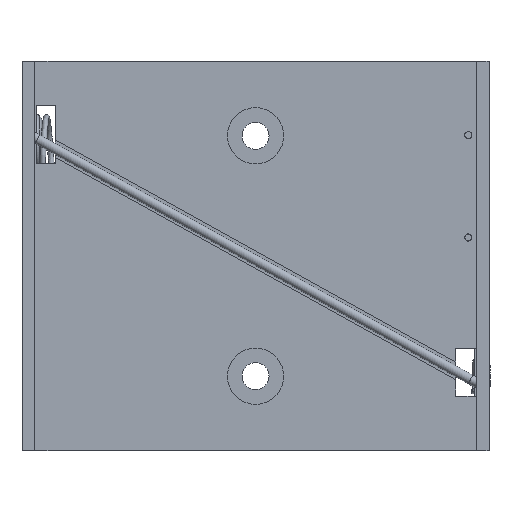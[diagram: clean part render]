
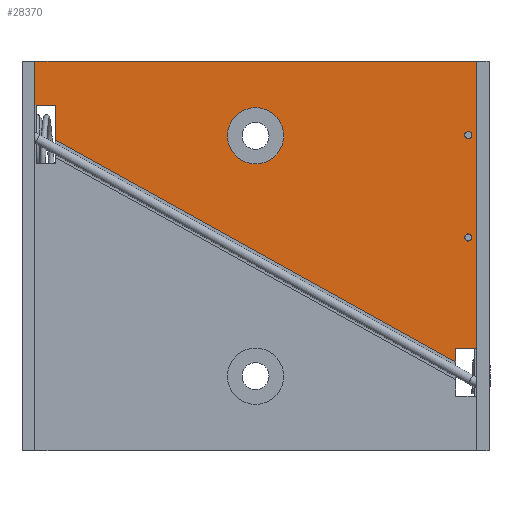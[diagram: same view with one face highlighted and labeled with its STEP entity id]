
A CAD part, front view. The second image highlights one B-rep face of the part: STEP entity #28370.
In plain terms, the highlighted planar face has unit normal (0, -1, 0).
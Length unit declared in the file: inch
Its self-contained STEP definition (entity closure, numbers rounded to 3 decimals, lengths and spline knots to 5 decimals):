
#93 = VERTEX_POINT ( 'NONE', #26902 ) ;
#327 = CARTESIAN_POINT ( 'NONE',  ( 0.9054, -0.23816, 0.64117 ) ) ;
#1182 = VERTEX_POINT ( 'NONE', #327 ) ;
#1504 = EDGE_CURVE ( 'NONE', #7138, #93, #19467, .T. ) ;
#2079 = DIRECTION ( 'NONE',  ( 0., 0., -1. ) ) ;
#2183 = LINE ( 'NONE', #31359, #9262 ) ;
#2259 = DIRECTION ( 'NONE',  ( 0., 0., 1. ) ) ;
#2349 = VECTOR ( 'NONE', #22845, 39.37008 ) ;
#2512 = CIRCLE ( 'NONE', #11225, 0.0175 ) ;
#2680 = FACE_OUTER_BOUND ( 'NONE', #21664, .T. ) ;
#2798 = AXIS2_PLACEMENT_3D ( 'NONE', #26179, #8124, #29170 ) ;
#3026 = LINE ( 'NONE', #26810, #26178 ) ;
#3914 = ORIENTED_EDGE ( 'NONE', *, *, #36540, .F. ) ;
#4340 = ORIENTED_EDGE ( 'NONE', *, *, #29473, .T. ) ;
#4808 = VERTEX_POINT ( 'NONE', #29949 ) ;
#5321 = EDGE_LOOP ( 'NONE', ( #38761 ) ) ;
#5423 = EDGE_LOOP ( 'NONE', ( #3914 ) ) ;
#5819 = CIRCLE ( 'NONE', #27377, 0.1375 ) ;
#6206 = LINE ( 'NONE', #14664, #22311 ) ;
#6453 = ORIENTED_EDGE ( 'NONE', *, *, #10639, .F. ) ;
#6527 = FACE_BOUND ( 'NONE', #22798, .T. ) ;
#7138 = VERTEX_POINT ( 'NONE', #14795 ) ;
#7283 = CARTESIAN_POINT ( 'NONE',  ( -1.2121, -0.23816, 0.98367 ) ) ;
#7323 = EDGE_CURVE ( 'NONE', #13006, #32363, #2183, .T. ) ;
#8002 = PLANE ( 'NONE',  #2798 ) ;
#8124 = DIRECTION ( 'NONE',  ( 0., 1., 0. ) ) ;
#8480 = ORIENTED_EDGE ( 'NONE', *, *, #36843, .F. ) ;
#9262 = VECTOR ( 'NONE', #19644, 39.37008 ) ;
#9369 = LINE ( 'NONE', #9494, #24505 ) ;
#9494 = CARTESIAN_POINT ( 'NONE',  ( 0.9439, -0.23816, 0.98367 ) ) ;
#9625 = DIRECTION ( 'NONE',  ( 0., 0., 1. ) ) ;
#10639 = EDGE_CURVE ( 'NONE', #31507, #7138, #26437, .T. ) ;
#11225 = AXIS2_PLACEMENT_3D ( 'NONE', #38263, #20381, #2259 ) ;
#11789 = CARTESIAN_POINT ( 'NONE',  ( 0.9054, -0.23816, 0.62367 ) ) ;
#12009 = CARTESIAN_POINT ( 'NONE',  ( -0.1341, -0.23816, 0.62067 ) ) ;
#12483 = VERTEX_POINT ( 'NONE', #15646 ) ;
#13006 = VERTEX_POINT ( 'NONE', #31544 ) ;
#13466 = CARTESIAN_POINT ( 'NONE',  ( 0.9439, -0.23816, -0.41733 ) ) ;
#14062 = CARTESIAN_POINT ( 'NONE',  ( 0.8439, -0.23816, -0.41733 ) ) ;
#14664 = CARTESIAN_POINT ( 'NONE',  ( -1.2121, -0.23816, 0.98367 ) ) ;
#14795 = CARTESIAN_POINT ( 'NONE',  ( -1.1121, -0.23816, 0.60044 ) ) ;
#14871 = DIRECTION ( 'NONE',  ( 0., 0., 1. ) ) ;
#15103 = DIRECTION ( 'NONE',  ( 0., 0., 1. ) ) ;
#15646 = CARTESIAN_POINT ( 'NONE',  ( -0.1341, -0.23816, 0.75817 ) ) ;
#16208 = LINE ( 'NONE', #13466, #23266 ) ;
#16611 = ORIENTED_EDGE ( 'NONE', *, *, #23818, .F. ) ;
#16795 = DIRECTION ( 'NONE',  ( -1., 0., 0. ) ) ;
#17628 = DIRECTION ( 'NONE',  ( 0., 0., -1. ) ) ;
#19016 = VERTEX_POINT ( 'NONE', #14062 ) ;
#19467 = LINE ( 'NONE', #21514, #26479 ) ;
#19644 = DIRECTION ( 'NONE',  ( -1., 0., 0. ) ) ;
#19819 = CARTESIAN_POINT ( 'NONE',  ( -1.1121, -0.23816, 0.60044 ) ) ;
#20381 = DIRECTION ( 'NONE',  ( 0., 1., 0. ) ) ;
#20549 = VERTEX_POINT ( 'NONE', #33571 ) ;
#20564 = ORIENTED_EDGE ( 'NONE', *, *, #35195, .T. ) ;
#21514 = CARTESIAN_POINT ( 'NONE',  ( -1.1121, -0.23816, 0.77067 ) ) ;
#21664 = EDGE_LOOP ( 'NONE', ( #28310, #6453, #16611, #8480, #20564, #32489, #30514, #27622 ) ) ;
#21685 = FACE_BOUND ( 'NONE', #5321, .T. ) ;
#22311 = VECTOR ( 'NONE', #2079, 39.37008 ) ;
#22525 = EDGE_CURVE ( 'NONE', #32363, #36449, #6206, .T. ) ;
#22798 = EDGE_LOOP ( 'NONE', ( #4340 ) ) ;
#22845 = DIRECTION ( 'NONE',  ( -0.874, 0., 0.485 ) ) ;
#23266 = VECTOR ( 'NONE', #16795, 39.37008 ) ;
#23818 = EDGE_CURVE ( 'NONE', #19016, #31507, #28172, .T. ) ;
#24505 = VECTOR ( 'NONE', #9625, 39.37008 ) ;
#26178 = VECTOR ( 'NONE', #38781, 39.37008 ) ;
#26179 = CARTESIAN_POINT ( 'NONE',  ( 0.9439, -0.23816, 0.98367 ) ) ;
#26274 = CARTESIAN_POINT ( 'NONE',  ( -1.2121, -0.23816, 0.77067 ) ) ;
#26437 = LINE ( 'NONE', #19819, #2349 ) ;
#26479 = VECTOR ( 'NONE', #30687, 39.37008 ) ;
#26810 = CARTESIAN_POINT ( 'NONE',  ( -1.2121, -0.23816, 0.77067 ) ) ;
#26902 = CARTESIAN_POINT ( 'NONE',  ( -1.1121, -0.23816, 0.77067 ) ) ;
#27230 = CARTESIAN_POINT ( 'NONE',  ( 0.8439, -0.23816, -0.48493 ) ) ;
#27237 = VECTOR ( 'NONE', #17628, 39.37008 ) ;
#27377 = AXIS2_PLACEMENT_3D ( 'NONE', #12009, #33003, #15103 ) ;
#27622 = ORIENTED_EDGE ( 'NONE', *, *, #29519, .F. ) ;
#28172 = LINE ( 'NONE', #38517, #27237 ) ;
#28310 = ORIENTED_EDGE ( 'NONE', *, *, #1504, .F. ) ;
#28370 = ADVANCED_FACE ( 'NONE', ( #21685, #6527, #2680, #29599 ), #8002, .F. ) ;
#28630 = AXIS2_PLACEMENT_3D ( 'NONE', #11789, #32771, #14871 ) ;
#29170 = DIRECTION ( 'NONE',  ( 0., 0., 1. ) ) ;
#29473 = EDGE_CURVE ( 'NONE', #1182, #1182, #35013, .T. ) ;
#29519 = EDGE_CURVE ( 'NONE', #93, #36449, #3026, .T. ) ;
#29599 = FACE_BOUND ( 'NONE', #5423, .T. ) ;
#29949 = CARTESIAN_POINT ( 'NONE',  ( 0.9439, -0.23816, -0.41733 ) ) ;
#30514 = ORIENTED_EDGE ( 'NONE', *, *, #22525, .T. ) ;
#30687 = DIRECTION ( 'NONE',  ( 0., 0., 1. ) ) ;
#31359 = CARTESIAN_POINT ( 'NONE',  ( -1.2121, -0.23816, 0.98367 ) ) ;
#31507 = VERTEX_POINT ( 'NONE', #27230 ) ;
#31544 = CARTESIAN_POINT ( 'NONE',  ( 0.9439, -0.23816, 0.98367 ) ) ;
#32363 = VERTEX_POINT ( 'NONE', #7283 ) ;
#32489 = ORIENTED_EDGE ( 'NONE', *, *, #7323, .T. ) ;
#32771 = DIRECTION ( 'NONE',  ( 0., 1., 0. ) ) ;
#33003 = DIRECTION ( 'NONE',  ( 0., -1., 0. ) ) ;
#33571 = CARTESIAN_POINT ( 'NONE',  ( 0.9054, -0.23816, 0.14117 ) ) ;
#35013 = CIRCLE ( 'NONE', #28630, 0.0175 ) ;
#35195 = EDGE_CURVE ( 'NONE', #4808, #13006, #9369, .T. ) ;
#36449 = VERTEX_POINT ( 'NONE', #26274 ) ;
#36456 = EDGE_CURVE ( 'NONE', #20549, #20549, #2512, .T. ) ;
#36540 = EDGE_CURVE ( 'NONE', #12483, #12483, #5819, .T. ) ;
#36843 = EDGE_CURVE ( 'NONE', #4808, #19016, #16208, .T. ) ;
#38263 = CARTESIAN_POINT ( 'NONE',  ( 0.9054, -0.23816, 0.12367 ) ) ;
#38517 = CARTESIAN_POINT ( 'NONE',  ( 0.8439, -0.23816, -0.41733 ) ) ;
#38761 = ORIENTED_EDGE ( 'NONE', *, *, #36456, .T. ) ;
#38781 = DIRECTION ( 'NONE',  ( -1., 0., 0. ) ) ;
